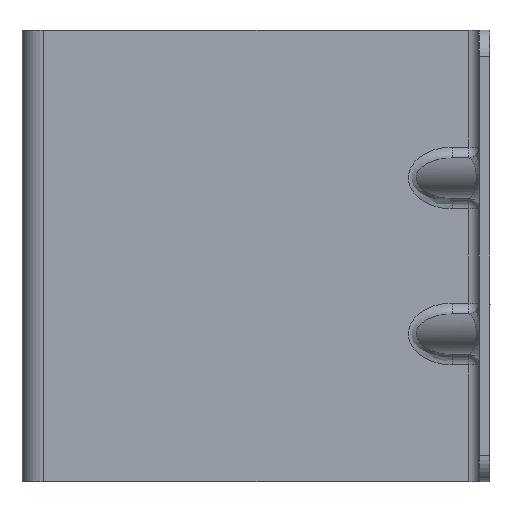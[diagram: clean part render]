
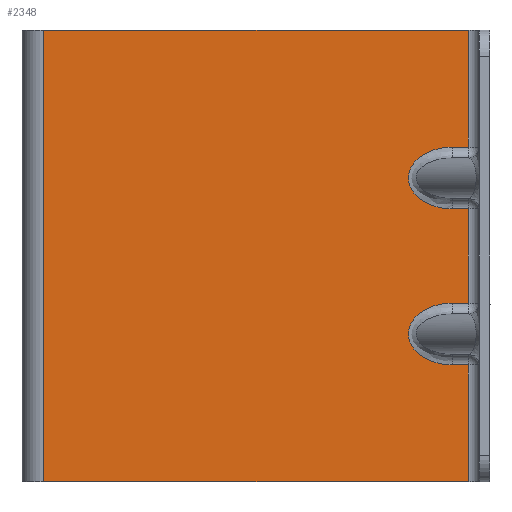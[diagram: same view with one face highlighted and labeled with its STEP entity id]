
A CAD part, left-side view. The second image highlights one B-rep face of the part: STEP entity #2348.
In plain terms, the highlighted planar face has unit normal (-1, 0, 0).
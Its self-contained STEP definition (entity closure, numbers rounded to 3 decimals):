
#478=DIRECTION('',(0.,0.,1.));
#479=VECTOR('',#478,21.75);
#480=CARTESIAN_POINT('',(-2.,-81.,-21.75));
#481=LINE('',#480,#479);
#496=DIRECTION('',(0.,0.,1.));
#497=VECTOR('',#496,17.5);
#498=CARTESIAN_POINT('',(-2.,-81.,-50.75));
#499=LINE('',#498,#497);
#523=DIRECTION('',(0.,0.,1.));
#524=VECTOR('',#523,21.75);
#525=CARTESIAN_POINT('',(-2.,-81.,-84.));
#526=LINE('',#525,#524);
#557=DIRECTION('',(0.,1.,0.));
#558=VECTOR('',#557,3.025);
#559=CARTESIAN_POINT('',(-2.,-81.,-50.75));
#560=LINE('',#559,#558);
#561=CARTESIAN_POINT('',(-2.,-77.975,-50.75));
#562=CARTESIAN_POINT('',(-2.,-77.341,
-50.75));
#563=CARTESIAN_POINT('',(-2.,-76.128,
-50.851));
#564=CARTESIAN_POINT('',(-2.,-74.411,
-51.281));
#565=CARTESIAN_POINT('',(-2.,-72.975,
-51.917));
#566=CARTESIAN_POINT('',(-2.,-71.838,
-52.677));
#567=CARTESIAN_POINT('',(-2.,-70.981,
-53.511));
#568=CARTESIAN_POINT('',(-2.,-70.385,
-54.368));
#569=CARTESIAN_POINT('',(-2.,-70.013,
-55.227));
#570=CARTESIAN_POINT('',(-2.,-69.835,
-56.079));
#571=CARTESIAN_POINT('',(-2.,-69.836,
-56.928));
#572=CARTESIAN_POINT('',(-2.,-70.015,
-57.78));
#573=CARTESIAN_POINT('',(-2.,-70.389,
-58.639));
#574=CARTESIAN_POINT('',(-2.,-70.987,
-59.496));
#575=CARTESIAN_POINT('',(-2.,-71.845,
-60.328));
#576=CARTESIAN_POINT('',(-2.,-72.981,
-61.086));
#577=CARTESIAN_POINT('',(-2.,-74.415,
-61.72));
#578=CARTESIAN_POINT('',(-2.,-76.129,
-62.149));
#579=CARTESIAN_POINT('',(-2.,-77.342,
-62.25));
#580=CARTESIAN_POINT('',(-2.,-77.975,-62.25));
#582=DIRECTION('',(0.,-1.,0.));
#583=VECTOR('',#582,3.025);
#584=CARTESIAN_POINT('',(-2.,-77.975,-62.25));
#585=LINE('',#584,#583);
#586=DIRECTION('',(0.,1.,0.));
#587=VECTOR('',#586,79.);
#588=CARTESIAN_POINT('',(-2.,-81.,-84.));
#589=LINE('',#588,#587);
#590=DIRECTION('',(0.,-1.,0.));
#591=VECTOR('',#590,79.);
#592=CARTESIAN_POINT('',(-2.,-2.,0.));
#593=LINE('',#592,#591);
#594=DIRECTION('',(0.,1.,0.));
#595=VECTOR('',#594,3.025);
#596=CARTESIAN_POINT('',(-2.,-81.,-21.75));
#597=LINE('',#596,#595);
#598=CARTESIAN_POINT('',(-2.,-77.975,-21.75));
#599=CARTESIAN_POINT('',(-2.,-77.341,
-21.75));
#600=CARTESIAN_POINT('',(-2.,-76.128,
-21.851));
#601=CARTESIAN_POINT('',(-2.,-74.411,
-22.281));
#602=CARTESIAN_POINT('',(-2.,-72.975,
-22.917));
#603=CARTESIAN_POINT('',(-2.,-71.838,
-23.677));
#604=CARTESIAN_POINT('',(-2.,-70.982,
-24.511));
#605=CARTESIAN_POINT('',(-2.,-70.385,
-25.368));
#606=CARTESIAN_POINT('',(-2.,-70.013,
-26.227));
#607=CARTESIAN_POINT('',(-2.,-69.835,
-27.079));
#608=CARTESIAN_POINT('',(-2.,-69.836,
-27.928));
#609=CARTESIAN_POINT('',(-2.,-70.015,
-28.78));
#610=CARTESIAN_POINT('',(-2.,-70.389,
-29.639));
#611=CARTESIAN_POINT('',(-2.,-70.987,
-30.496));
#612=CARTESIAN_POINT('',(-2.,-71.845,
-31.328));
#613=CARTESIAN_POINT('',(-2.,-72.981,
-32.086));
#614=CARTESIAN_POINT('',(-2.,-74.415,
-32.72));
#615=CARTESIAN_POINT('',(-2.,-76.129,
-33.149));
#616=CARTESIAN_POINT('',(-2.,-77.342,
-33.25));
#617=CARTESIAN_POINT('',(-2.,-77.975,-33.25));
#619=DIRECTION('',(0.,-1.,0.));
#620=VECTOR('',#619,3.025);
#621=CARTESIAN_POINT('',(-2.,-77.975,-33.25));
#622=LINE('',#621,#620);
#928=DIRECTION('',(0.,0.,-1.));
#929=VECTOR('',#928,84.);
#930=CARTESIAN_POINT('',(-2.,-2.,0.));
#931=LINE('',#930,#929);
#1225=CARTESIAN_POINT('',(-2.,-2.,-84.));
#1226=VERTEX_POINT('',#1225);
#1227=CARTESIAN_POINT('',(-2.,-2.,0.));
#1228=VERTEX_POINT('',#1227);
#1249=CARTESIAN_POINT('',(-2.,-81.,0.));
#1250=VERTEX_POINT('',#1249);
#1251=CARTESIAN_POINT('',(-2.,-81.,-84.));
#1252=VERTEX_POINT('',#1251);
#1349=CARTESIAN_POINT('',(-2.,-81.,-33.25));
#1351=VERTEX_POINT('',#1349);
#1365=CARTESIAN_POINT('',(-2.,-81.,-21.75));
#1366=VERTEX_POINT('',#1365);
#1367=CARTESIAN_POINT('',(-2.,-77.975,-21.75));
#1368=VERTEX_POINT('',#1367);
#1371=VERTEX_POINT('',#617);
#1397=CARTESIAN_POINT('',(-2.,-81.,-62.25));
#1399=VERTEX_POINT('',#1397);
#1413=CARTESIAN_POINT('',(-2.,-81.,-50.75));
#1414=VERTEX_POINT('',#1413);
#1415=CARTESIAN_POINT('',(-2.,-77.975,-50.75));
#1416=VERTEX_POINT('',#1415);
#1419=VERTEX_POINT('',#580);
#2321=CARTESIAN_POINT('',(-2.,0.,0.));
#2322=DIRECTION('',(1.,0.,0.));
#2323=DIRECTION('',(0.,-1.,0.));
#2324=AXIS2_PLACEMENT_3D('',#2321,#2322,#2323);
#2325=PLANE('',#2324);
#2327=ORIENTED_EDGE('',*,*,#2326,.T.);
#2329=ORIENTED_EDGE('',*,*,#2328,.T.);
#2331=ORIENTED_EDGE('',*,*,#2330,.T.);
#2332=ORIENTED_EDGE('',*,*,#2130,.F.);
#2334=ORIENTED_EDGE('',*,*,#2333,.T.);
#2336=ORIENTED_EDGE('',*,*,#2335,.F.);
#2338=ORIENTED_EDGE('',*,*,#2337,.T.);
#2339=ORIENTED_EDGE('',*,*,#2098,.F.);
#2341=ORIENTED_EDGE('',*,*,#2340,.T.);
#2343=ORIENTED_EDGE('',*,*,#2342,.T.);
#2344=ORIENTED_EDGE('',*,*,#2311,.T.);
#2345=ORIENTED_EDGE('',*,*,#2113,.F.);
#2346=EDGE_LOOP('',(#2327,#2329,#2331,#2332,#2334,#2336,#2338,#2339,#2341,#2343,
#2344,#2345));
#2347=FACE_OUTER_BOUND('',#2346,.F.);
#2348=ADVANCED_FACE('',(#2347),#2325,.F.);
#581=B_SPLINE_CURVE_WITH_KNOTS('',3,(#561,#562,#563,#564,#565,#566,#567,#568,
#569,#570,#571,#572,#573,#574,#575,#576,#577,#578,#579,#580),.UNSPECIFIED.,.F.,
.F.,(4,1,1,1,1,1,1,1,1,1,1,1,1,1,1,1,1,4),(0.,0.059,
0.118,0.176,0.235,0.294,
0.353,0.412,0.471,0.529,
0.588,0.647,0.706,0.765,
0.824,0.882,0.941,1.),.UNSPECIFIED.);
#618=B_SPLINE_CURVE_WITH_KNOTS('',3,(#598,#599,#600,#601,#602,#603,#604,#605,
#606,#607,#608,#609,#610,#611,#612,#613,#614,#615,#616,#617),.UNSPECIFIED.,.F.,
.F.,(4,1,1,1,1,1,1,1,1,1,1,1,1,1,1,1,1,4),(0.,0.059,
0.118,0.176,0.235,0.294,
0.353,0.412,0.471,0.529,
0.588,0.647,0.706,0.765,
0.824,0.882,0.941,1.),.UNSPECIFIED.);
#2098=EDGE_CURVE('',#1366,#1250,#481,.T.);
#2113=EDGE_CURVE('',#1414,#1351,#499,.T.);
#2130=EDGE_CURVE('',#1252,#1399,#526,.T.);
#2311=EDGE_CURVE('',#1371,#1351,#622,.T.);
#2326=EDGE_CURVE('',#1414,#1416,#560,.T.);
#2328=EDGE_CURVE('',#1416,#1419,#581,.T.);
#2330=EDGE_CURVE('',#1419,#1399,#585,.T.);
#2333=EDGE_CURVE('',#1252,#1226,#589,.T.);
#2335=EDGE_CURVE('',#1228,#1226,#931,.T.);
#2337=EDGE_CURVE('',#1228,#1250,#593,.T.);
#2340=EDGE_CURVE('',#1366,#1368,#597,.T.);
#2342=EDGE_CURVE('',#1368,#1371,#618,.T.);
